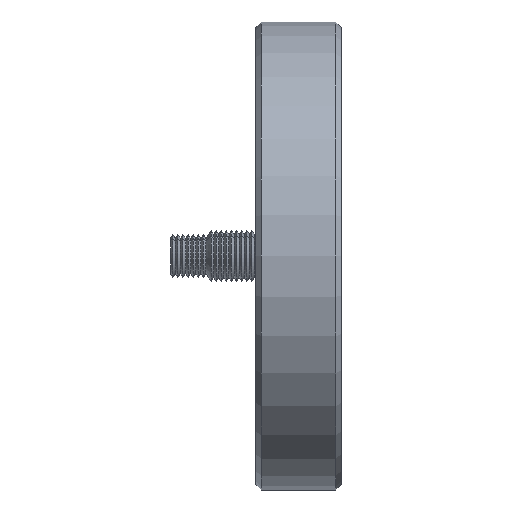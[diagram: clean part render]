
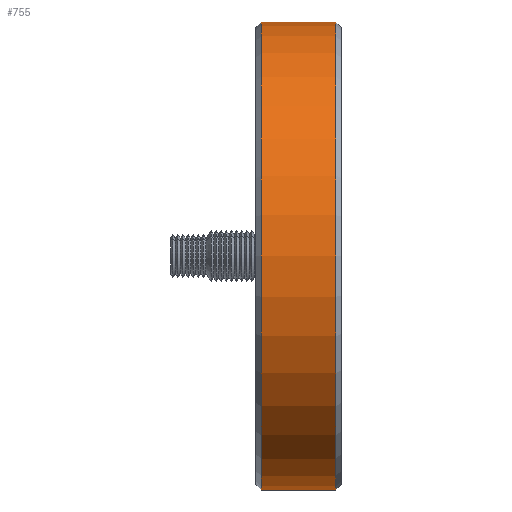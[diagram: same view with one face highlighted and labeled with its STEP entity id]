
A CAD part, left-side view. The second image highlights one B-rep face of the part: STEP entity #755.
In plain terms, the highlighted cylindrical face has radius 34.925 mm (diameter 69.85 mm), a partial arc.
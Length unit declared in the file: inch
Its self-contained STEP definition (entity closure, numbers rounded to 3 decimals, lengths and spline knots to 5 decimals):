
#36 = VECTOR ( 'NONE', #1040, 39.37008 ) ;
#143 = EDGE_CURVE ( 'NONE', #1437, #1514, #3760, .T. ) ;
#418 = CIRCLE ( 'NONE', #3837, 1.375 ) ;
#450 = CYLINDRICAL_SURFACE ( 'NONE', #545, 1.375 ) ;
#473 = CARTESIAN_POINT ( 'NONE',  ( 0., -0.43006, 0. ) ) ;
#534 = DIRECTION ( 'NONE',  ( 0., 0., -1. ) ) ;
#545 = AXIS2_PLACEMENT_3D ( 'NONE', #473, #1736, #749 ) ;
#557 = CARTESIAN_POINT ( 'NONE',  ( 0., -0.43006, -1.375 ) ) ;
#617 = CARTESIAN_POINT ( 'NONE',  ( 0., -0.40006, 1.375 ) ) ;
#672 = CARTESIAN_POINT ( 'NONE',  ( 0., 0.03994, 1.375 ) ) ;
#749 = DIRECTION ( 'NONE',  ( 0., 0., -1. ) ) ;
#755 = ADVANCED_FACE ( 'NONE', ( #2075 ), #450, .T. ) ;
#929 = DIRECTION ( 'NONE',  ( 0., 0., -1. ) ) ;
#990 = DIRECTION ( 'NONE',  ( 0., 1., 0. ) ) ;
#1040 = DIRECTION ( 'NONE',  ( 0., 1., 0. ) ) ;
#1064 = CARTESIAN_POINT ( 'NONE',  ( 0., -0.43006, 1.375 ) ) ;
#1197 = EDGE_LOOP ( 'NONE', ( #3592, #1884, #3537, #4168 ) ) ;
#1387 = EDGE_CURVE ( 'NONE', #1508, #3193, #418, .T. ) ;
#1437 = VERTEX_POINT ( 'NONE', #4039 ) ;
#1508 = VERTEX_POINT ( 'NONE', #2834 ) ;
#1514 = VERTEX_POINT ( 'NONE', #617 ) ;
#1528 = CARTESIAN_POINT ( 'NONE',  ( 0., 0.03994, 0. ) ) ;
#1621 = AXIS2_PLACEMENT_3D ( 'NONE', #3386, #990, #929 ) ;
#1736 = DIRECTION ( 'NONE',  ( 0., 1., 0. ) ) ;
#1804 = EDGE_CURVE ( 'NONE', #1437, #1508, #2116, .T. ) ;
#1884 = ORIENTED_EDGE ( 'NONE', *, *, #3630, .T. ) ;
#2075 = FACE_OUTER_BOUND ( 'NONE', #1197, .T. ) ;
#2116 = LINE ( 'NONE', #557, #3174 ) ;
#2138 = DIRECTION ( 'NONE',  ( 0., 1., 0. ) ) ;
#2758 = DIRECTION ( 'NONE',  ( 0., 1., 0. ) ) ;
#2834 = CARTESIAN_POINT ( 'NONE',  ( 0., 0.03994, -1.375 ) ) ;
#3174 = VECTOR ( 'NONE', #2138, 39.37008 ) ;
#3193 = VERTEX_POINT ( 'NONE', #672 ) ;
#3386 = CARTESIAN_POINT ( 'NONE',  ( 0., -0.40006, 0. ) ) ;
#3537 = ORIENTED_EDGE ( 'NONE', *, *, #1387, .F. ) ;
#3592 = ORIENTED_EDGE ( 'NONE', *, *, #143, .T. ) ;
#3630 = EDGE_CURVE ( 'NONE', #1514, #3193, #3770, .T. ) ;
#3760 = CIRCLE ( 'NONE', #1621, 1.375 ) ;
#3770 = LINE ( 'NONE', #1064, #36 ) ;
#3837 = AXIS2_PLACEMENT_3D ( 'NONE', #1528, #2758, #534 ) ;
#4039 = CARTESIAN_POINT ( 'NONE',  ( 0., -0.40006, -1.375 ) ) ;
#4168 = ORIENTED_EDGE ( 'NONE', *, *, #1804, .F. ) ;
